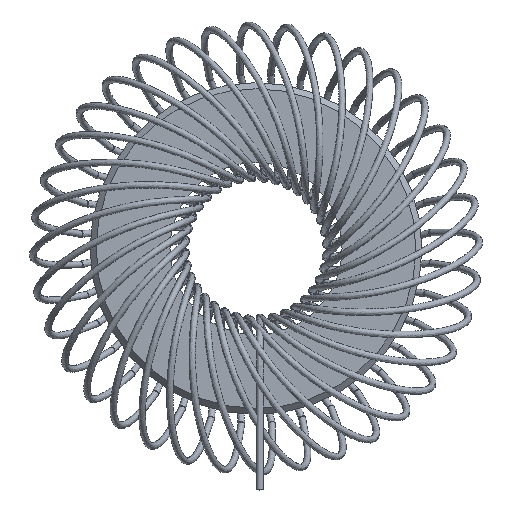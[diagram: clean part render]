
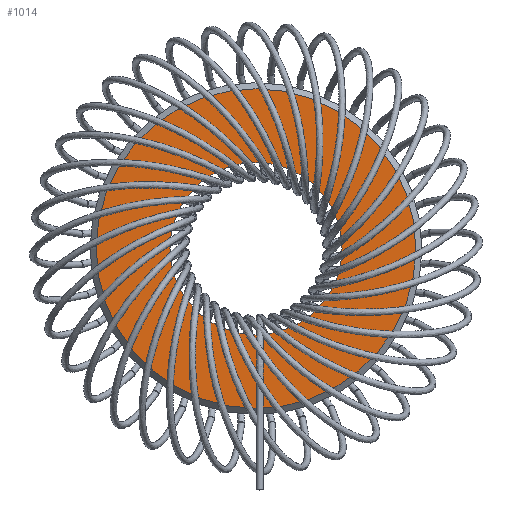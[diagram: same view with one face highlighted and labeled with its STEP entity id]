
A CAD part, left-side view. The second image highlights one B-rep face of the part: STEP entity #1014.
In plain terms, the highlighted planar face has unit normal (-1, 0, 0).
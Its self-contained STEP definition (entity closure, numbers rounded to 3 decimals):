
#163=FACE_BOUND('',#363,.T.);
#165=PLANE('',#1185);
#245=FACE_OUTER_BOUND('',#362,.T.);
#362=EDGE_LOOP('',(#776));
#363=EDGE_LOOP('',(#777));
#488=CIRCLE('',#1182,13.);
#490=CIRCLE('',#1186,7.);
#568=VERTEX_POINT('',#1670);
#570=VERTEX_POINT('',#1678);
#649=EDGE_CURVE('',#568,#568,#488,.T.);
#652=EDGE_CURVE('',#570,#570,#490,.T.);
#776=ORIENTED_EDGE('',*,*,#649,.F.);
#777=ORIENTED_EDGE('',*,*,#652,.F.);
#1014=ADVANCED_FACE('',(#245,#163),#165,.F.);
#1182=AXIS2_PLACEMENT_3D('',#1672,#1347,#1348);
#1185=AXIS2_PLACEMENT_3D('',#1677,#1354,#1355);
#1186=AXIS2_PLACEMENT_3D('',#1679,#1356,#1357);
#1347=DIRECTION('center_axis',(1.,0.,0.));
#1348=DIRECTION('ref_axis',(0.,1.,0.));
#1354=DIRECTION('center_axis',(1.,0.,0.));
#1355=DIRECTION('ref_axis',(0.,1.,0.));
#1356=DIRECTION('center_axis',(-1.,0.,0.));
#1357=DIRECTION('ref_axis',(0.,1.,0.));
#1670=CARTESIAN_POINT('',(0.,-13.,0.));
#1672=CARTESIAN_POINT('Origin',(0.,0.,0.));
#1677=CARTESIAN_POINT('Origin',(0.,0.,0.));
#1678=CARTESIAN_POINT('',(0.,-7.,0.));
#1679=CARTESIAN_POINT('Origin',(0.,0.,0.));
